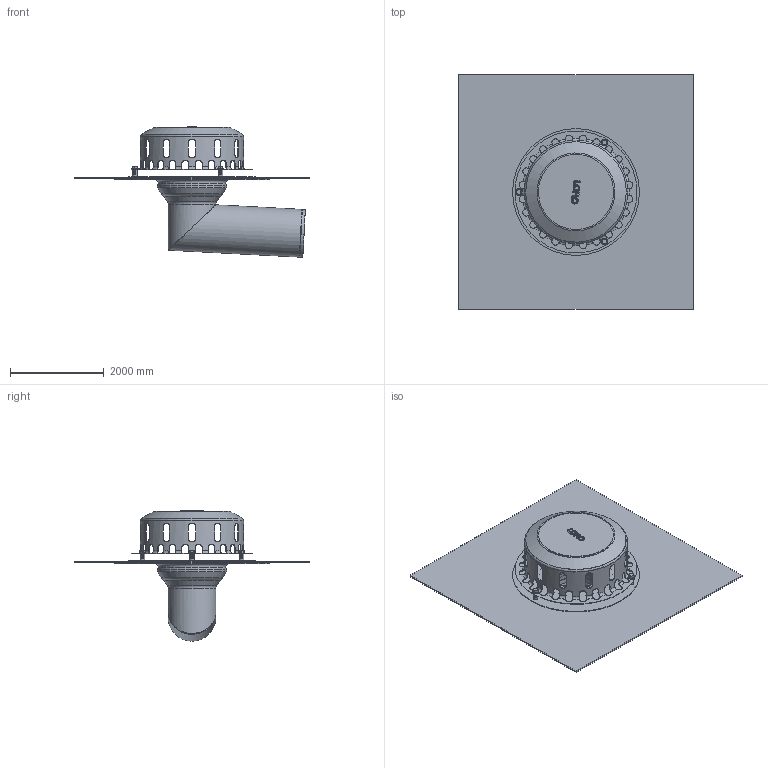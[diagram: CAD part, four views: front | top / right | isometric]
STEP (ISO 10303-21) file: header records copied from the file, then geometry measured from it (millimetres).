
FILE_DESCRIPTION(/* description */ (''),/* implementation_level */ '2;1');
FILE_NAME(/* name */ '17131.100A_3D.stp',/* time_stamp */ '2024-12-12T07:39:25+01:00',/* author */ ('CAD'),/* organization */ (''),/* preprocessor_version */ 'ST-DEVELOPER v20',/* originating_system */ 'AutoCAD Mechanical',/* authorisation */ '');
FILE_SCHEMA (('AUTOMOTIVE_DESIGN { 1 0 10303 214 3 1 1 }'));
Length unit declared in the file: centimetre
Products named in the file (2): Product; *S0
Assembly tree (1 placements, depth 2):
  Product
    *S0
Bounding box: 5000 x 5000 x 2775.58 mm (x, y, z)
Volume: 1406651867.4 mm3; surface area: 126575905.7 mm2
Topology: 18 solids, 19 shells, 607 faces, 1640 edges, 1031 vertices
Faces by surface type: plane 185, cylinder 161, cone 150, torus 105, sphere 3, bspline 3
Full cylindrical faces by diameter (mm): 40 x6, 60 x3, 80 x3, 100 x6, 105 x2, 985 x2, 992 x2, 1016 x2, 1020 x2, 1150 x2, 1160 x2, 1200 x2, 1430 x2, 1470 x1, 2180 x1, 2200 x1, 2600 x1, 2700 x1, 3300 x1
Entity records: 24997 total; most frequent: CARTESIAN_POINT 9761, ORIENTED_EDGE 3258, DIRECTION 3137, EDGE_CURVE 1629, AXIS2_PLACEMENT_3D 1260, VERTEX_POINT 1031, EDGE_LOOP 674, CIRCLE 622
